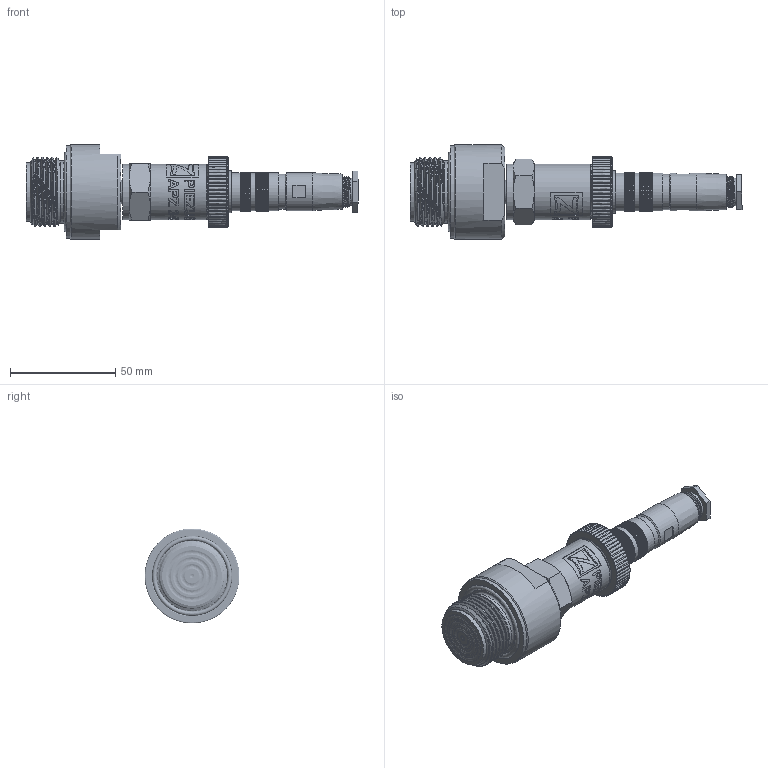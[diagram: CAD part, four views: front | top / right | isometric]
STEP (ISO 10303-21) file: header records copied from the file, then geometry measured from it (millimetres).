
FILE_DESCRIPTION(/* description */ (''),/* implementation_level */ '2;1');
FILE_NAME(/* name */ 'APZ3420m_G1DIN-flush_7.step',/* time_stamp */ '2021-07-06T15:15:16+03:00',/* author */ (''),/* organization */ (''),/* preprocessor_version */ 'ST-DEVELOPER v18.1',/* originating_system */ 'Autodesk Translation Framework v10.9.0.1377',/* authorisation */ '');
FILE_SCHEMA (('AUTOMOTIVE_DESIGN { 1 0 10303 214 3 1 1 }'));
Products named in the file (8): АПЗ 3420м заполненная; G 1/4 EN; OMAL nut M27x1.5; Ш100.000.005; Binder 723 assembly; Binder 723 female; Binder 723 male; G1DIN diaphragm 28 v7
Assembly tree (7 placements, depth 3):
  АПЗ 3420м заполненная
    G 1/4 EN
    OMAL nut M27x1.5
    Ш100.000.005
    Binder 723 assembly
      Binder 723 female
      Binder 723 male
    G1DIN diaphragm 28 v7
Bounding box: 157.58 x 45 x 45 mm (x, y, z)
Volume: 97209.7 mm3; surface area: 31906.7 mm2
Topology: 10 solids, 10 shells, 3632 faces, 9195 edges, 6018 vertices
Faces by surface type: plane 2177, cylinder 645, bspline 481, cone 308, torus 21
Full cylindrical faces by diameter (mm): 1 x15, 1.5 x5, 2 x1, 3.3 x1, 4 x1, 5 x2, 5.1 x1, 9.5 x2, 10 x1, 11 x1, 11.445 x4, 11.8 x1, 12 x1, 13 x1, 13.157 x9, 13.5 x1, 13.741 x3, 14.884 x2, 15.044 x5, 15.2 x1, 15.908 x4, 16.8 x1, 17.044 x7, 17.283 x6, 17.6 x1, 17.908 x7, 18 x4, 18.124 x7, 18.161 x2, 20 x1
Entity records: 144835 total; most frequent: CARTESIAN_POINT 58369, ORIENTED_EDGE 18388, DIRECTION 18239, EDGE_CURVE 9194, AXIS2_PLACEMENT_3D 7858, VERTEX_POINT 6018, EDGE_LOOP 4078, ELLIPSE 3870
